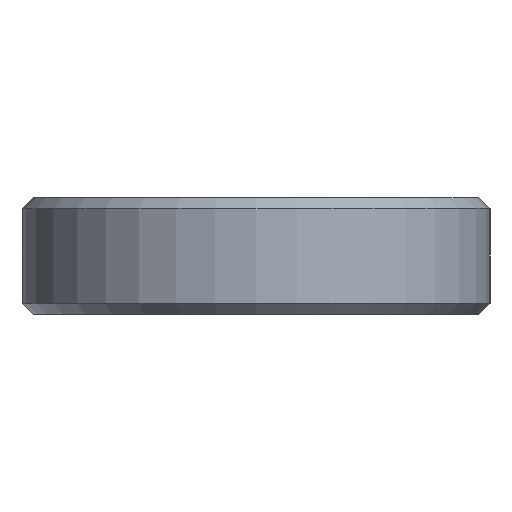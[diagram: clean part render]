
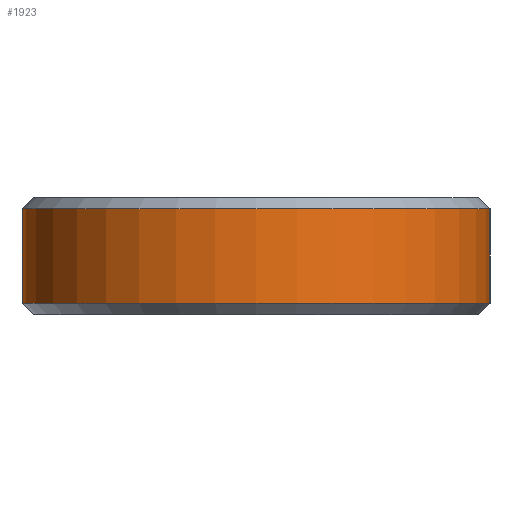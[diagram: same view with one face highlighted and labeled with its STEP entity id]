
A CAD part, left-side view. The second image highlights one B-rep face of the part: STEP entity #1923.
In plain terms, the highlighted cylindrical face has radius 6.25 mm (diameter 12.5 mm), a partial arc.
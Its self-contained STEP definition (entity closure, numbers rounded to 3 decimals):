
#382 = CONICAL_SURFACE('',#383,6.25,0.785);
#383 = AXIS2_PLACEMENT_3D('',#384,#385,#386);
#384 = CARTESIAN_POINT('',(0.,0.,0.3));
#385 = DIRECTION('',(0.,0.,1.));
#386 = DIRECTION('',(0.,1.,0.));
#1051 = VERTEX_POINT('',#1052);
#1052 = CARTESIAN_POINT('',(0.,-6.25,0.3));
#1087 = PLANE('',#1088);
#1088 = AXIS2_PLACEMENT_3D('',#1089,#1090,#1091);
#1089 = CARTESIAN_POINT('',(62.5,-6.25,0.));
#1090 = DIRECTION('',(0.,-1.,0.));
#1091 = DIRECTION('',(-1.,0.,0.));
#1105 = VERTEX_POINT('',#1106);
#1106 = CARTESIAN_POINT('',(0.,6.25,0.3));
#1127 = EDGE_CURVE('',#1105,#1051,#1128,.T.);
#1128 = SURFACE_CURVE('',#1129,(#1134,#1141),.PCURVE_S1.);
#1129 = CIRCLE('',#1130,6.25);
#1130 = AXIS2_PLACEMENT_3D('',#1131,#1132,#1133);
#1131 = CARTESIAN_POINT('',(0.,0.,0.3));
#1132 = DIRECTION('',(0.,-0.,1.));
#1133 = DIRECTION('',(0.,1.,0.));
#1134 = PCURVE('',#382,#1135);
#1135 = DEFINITIONAL_REPRESENTATION('',(#1136),#1140);
#1136 = LINE('',#1137,#1138);
#1137 = CARTESIAN_POINT('',(0.,-0.));
#1138 = VECTOR('',#1139,1.);
#1139 = DIRECTION('',(1.,-0.));
#1140 = ( GEOMETRIC_REPRESENTATION_CONTEXT(2) 
PARAMETRIC_REPRESENTATION_CONTEXT() REPRESENTATION_CONTEXT('2D SPACE',''
  ) );
#1141 = PCURVE('',#1142,#1147);
#1142 = CYLINDRICAL_SURFACE('',#1143,6.25);
#1143 = AXIS2_PLACEMENT_3D('',#1144,#1145,#1146);
#1144 = CARTESIAN_POINT('',(0.,0.,0.));
#1145 = DIRECTION('',(-0.,-0.,-1.));
#1146 = DIRECTION('',(1.,0.,0.));
#1147 = DEFINITIONAL_REPRESENTATION('',(#1148),#1152);
#1148 = LINE('',#1149,#1150);
#1149 = CARTESIAN_POINT('',(-1.571,-0.3));
#1150 = VECTOR('',#1151,1.);
#1151 = DIRECTION('',(-1.,0.));
#1152 = ( GEOMETRIC_REPRESENTATION_CONTEXT(2) 
PARAMETRIC_REPRESENTATION_CONTEXT() REPRESENTATION_CONTEXT('2D SPACE',''
  ) );
#1174 = PLANE('',#1175);
#1175 = AXIS2_PLACEMENT_3D('',#1176,#1177,#1178);
#1176 = CARTESIAN_POINT('',(62.5,6.25,0.));
#1177 = DIRECTION('',(0.,-1.,0.));
#1178 = DIRECTION('',(-1.,0.,0.));
#1875 = VERTEX_POINT('',#1876);
#1876 = CARTESIAN_POINT('',(0.,-6.25,2.825));
#1902 = EDGE_CURVE('',#1051,#1875,#1903,.T.);
#1903 = SURFACE_CURVE('',#1904,(#1908,#1915),.PCURVE_S1.);
#1904 = LINE('',#1905,#1906);
#1905 = CARTESIAN_POINT('',(0.,-6.25,0.));
#1906 = VECTOR('',#1907,1.);
#1907 = DIRECTION('',(0.,0.,1.));
#1908 = PCURVE('',#1087,#1909);
#1909 = DEFINITIONAL_REPRESENTATION('',(#1910),#1914);
#1910 = LINE('',#1911,#1912);
#1911 = CARTESIAN_POINT('',(62.5,0.));
#1912 = VECTOR('',#1913,1.);
#1913 = DIRECTION('',(0.,-1.));
#1914 = ( GEOMETRIC_REPRESENTATION_CONTEXT(2) 
PARAMETRIC_REPRESENTATION_CONTEXT() REPRESENTATION_CONTEXT('2D SPACE',''
  ) );
#1915 = PCURVE('',#1142,#1916);
#1916 = DEFINITIONAL_REPRESENTATION('',(#1917),#1921);
#1917 = LINE('',#1918,#1919);
#1918 = CARTESIAN_POINT('',(-4.712,0.));
#1919 = VECTOR('',#1920,1.);
#1920 = DIRECTION('',(-0.,-1.));
#1921 = ( GEOMETRIC_REPRESENTATION_CONTEXT(2) 
PARAMETRIC_REPRESENTATION_CONTEXT() REPRESENTATION_CONTEXT('2D SPACE',''
  ) );
#1923 = ADVANCED_FACE('',(#1924),#1142,.T.);
#1924 = FACE_BOUND('',#1925,.F.);
#1925 = EDGE_LOOP('',(#1926,#1949,#1976,#1977));
#1926 = ORIENTED_EDGE('',*,*,#1927,.T.);
#1927 = EDGE_CURVE('',#1105,#1928,#1930,.T.);
#1928 = VERTEX_POINT('',#1929);
#1929 = CARTESIAN_POINT('',(0.,6.25,2.825));
#1930 = SURFACE_CURVE('',#1931,(#1935,#1942),.PCURVE_S1.);
#1931 = LINE('',#1932,#1933);
#1932 = CARTESIAN_POINT('',(0.,6.25,0.));
#1933 = VECTOR('',#1934,1.);
#1934 = DIRECTION('',(0.,0.,1.));
#1935 = PCURVE('',#1142,#1936);
#1936 = DEFINITIONAL_REPRESENTATION('',(#1937),#1941);
#1937 = LINE('',#1938,#1939);
#1938 = CARTESIAN_POINT('',(-1.571,0.));
#1939 = VECTOR('',#1940,1.);
#1940 = DIRECTION('',(-0.,-1.));
#1941 = ( GEOMETRIC_REPRESENTATION_CONTEXT(2) 
PARAMETRIC_REPRESENTATION_CONTEXT() REPRESENTATION_CONTEXT('2D SPACE',''
  ) );
#1942 = PCURVE('',#1174,#1943);
#1943 = DEFINITIONAL_REPRESENTATION('',(#1944),#1948);
#1944 = LINE('',#1945,#1946);
#1945 = CARTESIAN_POINT('',(62.5,0.));
#1946 = VECTOR('',#1947,1.);
#1947 = DIRECTION('',(0.,-1.));
#1948 = ( GEOMETRIC_REPRESENTATION_CONTEXT(2) 
PARAMETRIC_REPRESENTATION_CONTEXT() REPRESENTATION_CONTEXT('2D SPACE',''
  ) );
#1949 = ORIENTED_EDGE('',*,*,#1950,.T.);
#1950 = EDGE_CURVE('',#1928,#1875,#1951,.T.);
#1951 = SURFACE_CURVE('',#1952,(#1957,#1964),.PCURVE_S1.);
#1952 = CIRCLE('',#1953,6.25);
#1953 = AXIS2_PLACEMENT_3D('',#1954,#1955,#1956);
#1954 = CARTESIAN_POINT('',(0.,0.,2.825));
#1955 = DIRECTION('',(0.,-0.,1.));
#1956 = DIRECTION('',(0.,1.,0.));
#1957 = PCURVE('',#1142,#1958);
#1958 = DEFINITIONAL_REPRESENTATION('',(#1959),#1963);
#1959 = LINE('',#1960,#1961);
#1960 = CARTESIAN_POINT('',(-1.571,-2.825));
#1961 = VECTOR('',#1962,1.);
#1962 = DIRECTION('',(-1.,0.));
#1963 = ( GEOMETRIC_REPRESENTATION_CONTEXT(2) 
PARAMETRIC_REPRESENTATION_CONTEXT() REPRESENTATION_CONTEXT('2D SPACE',''
  ) );
#1964 = PCURVE('',#1965,#1970);
#1965 = CONICAL_SURFACE('',#1966,6.25,0.785);
#1966 = AXIS2_PLACEMENT_3D('',#1967,#1968,#1969);
#1967 = CARTESIAN_POINT('',(0.,0.,2.825));
#1968 = DIRECTION('',(-0.,-0.,-1.));
#1969 = DIRECTION('',(0.,1.,0.));
#1970 = DEFINITIONAL_REPRESENTATION('',(#1971),#1975);
#1971 = LINE('',#1972,#1973);
#1972 = CARTESIAN_POINT('',(-0.,-0.));
#1973 = VECTOR('',#1974,1.);
#1974 = DIRECTION('',(-1.,-0.));
#1975 = ( GEOMETRIC_REPRESENTATION_CONTEXT(2) 
PARAMETRIC_REPRESENTATION_CONTEXT() REPRESENTATION_CONTEXT('2D SPACE',''
  ) );
#1976 = ORIENTED_EDGE('',*,*,#1902,.F.);
#1977 = ORIENTED_EDGE('',*,*,#1127,.F.);
